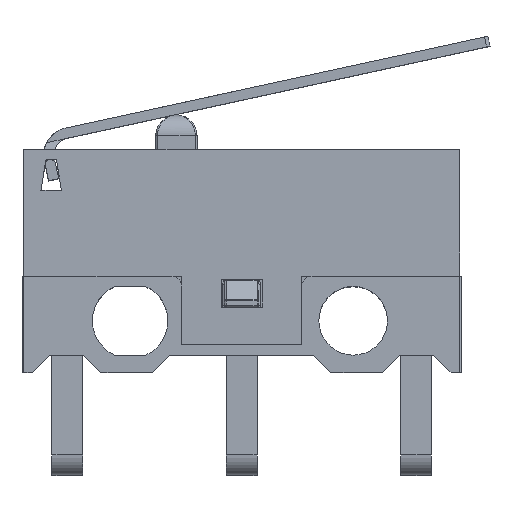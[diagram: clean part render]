
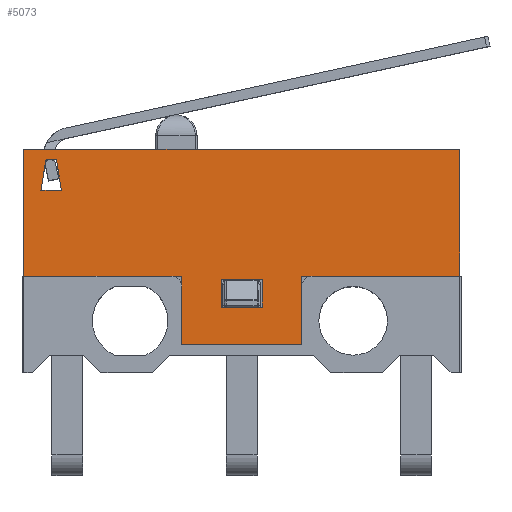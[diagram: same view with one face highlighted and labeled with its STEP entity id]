
A CAD part, top view. The second image highlights one B-rep face of the part: STEP entity #5073.
In plain terms, the highlighted planar face has unit normal (0, 0, 1).
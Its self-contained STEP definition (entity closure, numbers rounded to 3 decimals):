
#303 = VECTOR ( 'NONE', #2167, 1000. ) ;
#307 = VECTOR ( 'NONE', #2176, 1000. ) ;
#312 = VECTOR ( 'NONE', #2192, 1000. ) ;
#382 = VECTOR ( 'NONE', #2158, 1000. ) ;
#2086 = DIRECTION ( 'NONE',  ( 1., 0., 0. ) ) ;
#2087 = CARTESIAN_POINT ( 'NONE',  ( 0., 3.7, 0. ) ) ;
#2088 = LINE ( 'NONE', #2087, #2779 ) ;
#2089 = DIRECTION ( 'NONE',  ( 0., -1., 0. ) ) ;
#2090 = CARTESIAN_POINT ( 'NONE',  ( 12.7, 3.7, 0. ) ) ;
#2091 = LINE ( 'NONE', #2090, #2782 ) ;
#2092 = DIRECTION ( 'NONE',  ( 1., 0., 0. ) ) ;
#2093 = CARTESIAN_POINT ( 'NONE',  ( 0., 0., 0. ) ) ;
#2094 = LINE ( 'NONE', #2093, #2816 ) ;
#2095 = DIRECTION ( 'NONE',  ( -1., 0., 0. ) ) ;
#2096 = CARTESIAN_POINT ( 'NONE',  ( 0.65, 3.4, 0. ) ) ;
#2097 = LINE ( 'NONE', #2096, #2792 ) ;
#2098 = DIRECTION ( 'NONE',  ( -0.164, -0.986, 0. ) ) ;
#2099 = CARTESIAN_POINT ( 'NONE',  ( 0.5, 2.5, 0. ) ) ;
#2100 = LINE ( 'NONE', #2099, #2799 ) ;
#2101 = DIRECTION ( 'NONE',  ( -0.164, 0.986, 0. ) ) ;
#2102 = CARTESIAN_POINT ( 'NONE',  ( 0.95, 3.4, 0. ) ) ;
#2103 = LINE ( 'NONE', #2102, #2805 ) ;
#2104 = DIRECTION ( 'NONE',  ( 1., 0., 0. ) ) ;
#2105 = CARTESIAN_POINT ( 'NONE',  ( 1.1, 2.5, 0. ) ) ;
#2106 = LINE ( 'NONE', #2105, #2821 ) ;
#2113 = DIRECTION ( 'NONE',  ( 0., -1., 0. ) ) ;
#2114 = CARTESIAN_POINT ( 'NONE',  ( 0., 3.7, 0. ) ) ;
#2115 = LINE ( 'NONE', #2114, #2858 ) ;
#2134 = DIRECTION ( 'NONE',  ( 1., 0., 0. ) ) ;
#2135 = CARTESIAN_POINT ( 'NONE',  ( 0., 0., 0. ) ) ;
#2136 = LINE ( 'NONE', #2135, #3021 ) ;
#2137 = DIRECTION ( 'NONE',  ( 1., 0., 0. ) ) ;
#2138 = CARTESIAN_POINT ( 'NONE',  ( 5.75, -0.9, 0. ) ) ;
#2139 = LINE ( 'NONE', #2138, #3007 ) ;
#2140 = DIRECTION ( 'NONE',  ( 0., 1., 0. ) ) ;
#2141 = CARTESIAN_POINT ( 'NONE',  ( 6.95, -0.1, 0. ) ) ;
#2142 = LINE ( 'NONE', #2141, #2789 ) ;
#2146 = DIRECTION ( 'NONE',  ( -1., 0., 0. ) ) ;
#2147 = CARTESIAN_POINT ( 'NONE',  ( 5.75, -0.1, 0. ) ) ;
#2148 = LINE ( 'NONE', #2147, #2926 ) ;
#2158 = DIRECTION ( 'NONE',  ( 0., -1., 0. ) ) ;
#2159 = CARTESIAN_POINT ( 'NONE',  ( 5.75, -0.1, 0. ) ) ;
#2160 = LINE ( 'NONE', #2159, #382 ) ;
#2167 = DIRECTION ( 'NONE',  ( 1., 0., 0. ) ) ;
#2168 = CARTESIAN_POINT ( 'NONE',  ( 4.6, -2., 0. ) ) ;
#2169 = LINE ( 'NONE', #2168, #303 ) ;
#2176 = DIRECTION ( 'NONE',  ( 0., 1., 0. ) ) ;
#2177 = CARTESIAN_POINT ( 'NONE',  ( 8.1, 0., 0. ) ) ;
#2178 = LINE ( 'NONE', #2177, #307 ) ;
#2192 = DIRECTION ( 'NONE',  ( 0., -1., 0. ) ) ;
#2193 = CARTESIAN_POINT ( 'NONE',  ( 4.6, 0., 0. ) ) ;
#2194 = LINE ( 'NONE', #2193, #312 ) ;
#2779 = VECTOR ( 'NONE', #2086, 1000. ) ;
#2782 = VECTOR ( 'NONE', #2089, 1000. ) ;
#2789 = VECTOR ( 'NONE', #2140, 1000. ) ;
#2792 = VECTOR ( 'NONE', #2095, 1000. ) ;
#2799 = VECTOR ( 'NONE', #2098, 1000. ) ;
#2805 = VECTOR ( 'NONE', #2101, 1000. ) ;
#2816 = VECTOR ( 'NONE', #2092, 1000. ) ;
#2821 = VECTOR ( 'NONE', #2104, 1000. ) ;
#2858 = VECTOR ( 'NONE', #2113, 1000. ) ;
#2926 = VECTOR ( 'NONE', #2146, 1000. ) ;
#3007 = VECTOR ( 'NONE', #2137, 1000. ) ;
#3021 = VECTOR ( 'NONE', #2134, 1000. ) ;
#3259 = VERTEX_POINT ( 'NONE', #3607 ) ;
#3271 = VERTEX_POINT ( 'NONE', #3606 ) ;
#3288 = VERTEX_POINT ( 'NONE', #3604 ) ;
#3323 = VERTEX_POINT ( 'NONE', #3603 ) ;
#3333 = VERTEX_POINT ( 'NONE', #3602 ) ;
#3335 = VERTEX_POINT ( 'NONE', #3601 ) ;
#3370 = VERTEX_POINT ( 'NONE', #3600 ) ;
#3373 = VERTEX_POINT ( 'NONE', #3599 ) ;
#3375 = VERTEX_POINT ( 'NONE', #3598 ) ;
#3384 = VERTEX_POINT ( 'NONE', #3594 ) ;
#3408 = VERTEX_POINT ( 'NONE', #3592 ) ;
#3422 = VERTEX_POINT ( 'NONE', #3591 ) ;
#3446 = VERTEX_POINT ( 'NONE', #3590 ) ;
#3448 = VERTEX_POINT ( 'NONE', #3589 ) ;
#3449 = VERTEX_POINT ( 'NONE', #3588 ) ;
#3459 = VERTEX_POINT ( 'NONE', #3587 ) ;
#3587 = CARTESIAN_POINT ( 'NONE',  ( 12.7, 3.7, 0. ) ) ;
#3588 = CARTESIAN_POINT ( 'NONE',  ( 12.7, 0., 0. ) ) ;
#3589 = CARTESIAN_POINT ( 'NONE',  ( 0.65, 3.4, 0. ) ) ;
#3590 = CARTESIAN_POINT ( 'NONE',  ( 0.5, 2.5, 0. ) ) ;
#3591 = CARTESIAN_POINT ( 'NONE',  ( 0.95, 3.4, 0. ) ) ;
#3592 = CARTESIAN_POINT ( 'NONE',  ( 1.1, 2.5, 0. ) ) ;
#3594 = CARTESIAN_POINT ( 'NONE',  ( 0., 3.7, 0. ) ) ;
#3598 = CARTESIAN_POINT ( 'NONE',  ( 0., 0., 0. ) ) ;
#3599 = CARTESIAN_POINT ( 'NONE',  ( 6.95, -0.9, 0. ) ) ;
#3600 = CARTESIAN_POINT ( 'NONE',  ( 6.95, -0.1, 0. ) ) ;
#3601 = CARTESIAN_POINT ( 'NONE',  ( 5.75, -0.1, 0. ) ) ;
#3602 = CARTESIAN_POINT ( 'NONE',  ( 5.75, -0.9, 0. ) ) ;
#3603 = CARTESIAN_POINT ( 'NONE',  ( 8.1, -2., 0. ) ) ;
#3604 = CARTESIAN_POINT ( 'NONE',  ( 8.1, 0., 0. ) ) ;
#3606 = CARTESIAN_POINT ( 'NONE',  ( 4.6, 0., 0. ) ) ;
#3607 = CARTESIAN_POINT ( 'NONE',  ( 4.6, -2., 0. ) ) ;
#4414 = EDGE_CURVE ( 'NONE', #3271, #3259, #2194, .T. ) ;
#4419 = EDGE_CURVE ( 'NONE', #3323, #3288, #2178, .T. ) ;
#4422 = EDGE_CURVE ( 'NONE', #3259, #3323, #2169, .T. ) ;
#4425 = EDGE_CURVE ( 'NONE', #3335, #3333, #2160, .T. ) ;
#4429 = EDGE_CURVE ( 'NONE', #3370, #3335, #2148, .T. ) ;
#4431 = EDGE_CURVE ( 'NONE', #3373, #3370, #2142, .T. ) ;
#4432 = EDGE_CURVE ( 'NONE', #3333, #3373, #2139, .T. ) ;
#4433 = EDGE_CURVE ( 'NONE', #3375, #3271, #2136, .T. ) ;
#4440 = EDGE_CURVE ( 'NONE', #3384, #3375, #2115, .T. ) ;
#4443 = EDGE_CURVE ( 'NONE', #3446, #3408, #2106, .T. ) ;
#4444 = EDGE_CURVE ( 'NONE', #3408, #3422, #2103, .T. ) ;
#4445 = EDGE_CURVE ( 'NONE', #3448, #3446, #2100, .T. ) ;
#4446 = EDGE_CURVE ( 'NONE', #3422, #3448, #2097, .T. ) ;
#4447 = EDGE_CURVE ( 'NONE', #3288, #3449, #2094, .T. ) ;
#4448 = EDGE_CURVE ( 'NONE', #3459, #3449, #2091, .T. ) ;
#4449 = EDGE_CURVE ( 'NONE', #3384, #3459, #2088, .T. ) ;
#4736 = FACE_BOUND ( 'NONE', #7009, .T. ) ;
#4759 = FACE_BOUND ( 'NONE', #7005, .T. ) ;
#4787 = AXIS2_PLACEMENT_3D ( 'NONE', #6416, #6415, #6414 ) ;
#5073 = ADVANCED_FACE ( 'NONE', ( #4759, #5222, #4736 ), #6417, .F. ) ;
#5222 = FACE_OUTER_BOUND ( 'NONE', #7010, .T. ) ;
#6414 = DIRECTION ( 'NONE',  ( -1., 0., 0. ) ) ;
#6415 = DIRECTION ( 'NONE',  ( 0., 0., -1. ) ) ;
#6416 = CARTESIAN_POINT ( 'NONE',  ( 0., 3.7, 0. ) ) ;
#6417 = PLANE ( 'NONE',  #4787 ) ;
#6809 = ORIENTED_EDGE ( 'NONE', *, *, #4425, .F. ) ;
#6810 = ORIENTED_EDGE ( 'NONE', *, *, #4429, .F. ) ;
#6813 = ORIENTED_EDGE ( 'NONE', *, *, #4414, .T. ) ;
#6814 = ORIENTED_EDGE ( 'NONE', *, *, #4433, .T. ) ;
#6817 = ORIENTED_EDGE ( 'NONE', *, *, #4440, .T. ) ;
#6818 = ORIENTED_EDGE ( 'NONE', *, *, #4432, .F. ) ;
#6821 = ORIENTED_EDGE ( 'NONE', *, *, #4422, .T. ) ;
#6822 = ORIENTED_EDGE ( 'NONE', *, *, #4447, .T. ) ;
#6827 = ORIENTED_EDGE ( 'NONE', *, *, #4419, .T. ) ;
#6832 = ORIENTED_EDGE ( 'NONE', *, *, #4446, .F. ) ;
#6835 = ORIENTED_EDGE ( 'NONE', *, *, #4449, .F. ) ;
#6837 = ORIENTED_EDGE ( 'NONE', *, *, #4448, .F. ) ;
#6847 = ORIENTED_EDGE ( 'NONE', *, *, #4431, .F. ) ;
#6859 = ORIENTED_EDGE ( 'NONE', *, *, #4445, .F. ) ;
#6861 = ORIENTED_EDGE ( 'NONE', *, *, #4443, .F. ) ;
#7005 = EDGE_LOOP ( 'NONE', ( #7059, #6861, #6859, #6832 ) ) ;
#7009 = EDGE_LOOP ( 'NONE', ( #6809, #6810, #6847, #6818 ) ) ;
#7010 = EDGE_LOOP ( 'NONE', ( #6814, #6813, #6821, #6827, #6822, #6837, #6835, #6817 ) ) ;
#7059 = ORIENTED_EDGE ( 'NONE', *, *, #4444, .F. ) ;
